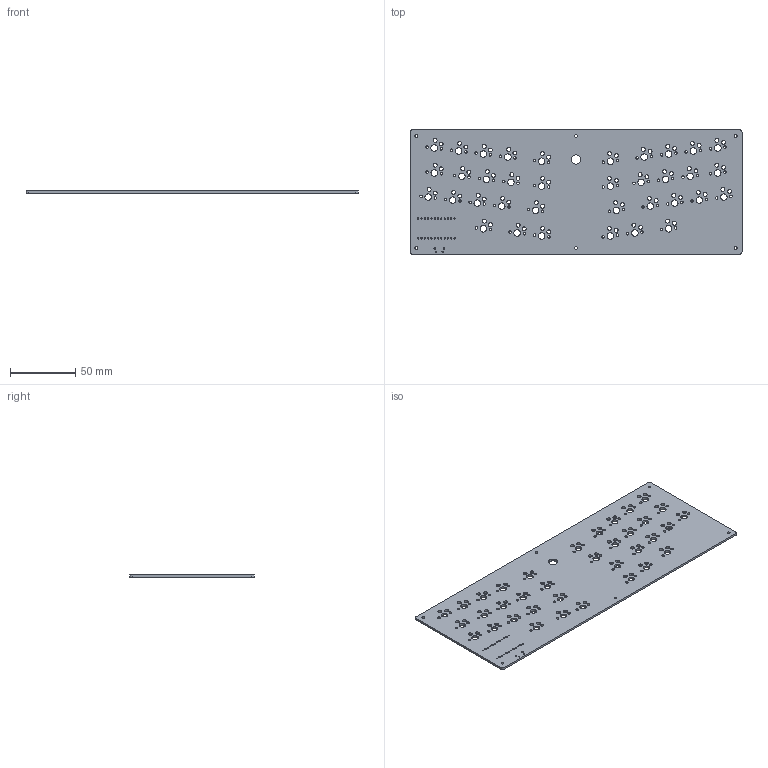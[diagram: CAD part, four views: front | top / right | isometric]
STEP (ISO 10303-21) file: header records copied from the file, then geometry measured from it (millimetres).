
FILE_DESCRIPTION(('KiCad electronic assembly'),'2;1');
FILE_NAME('pcb.step','2025-01-12T23:40:00',('Pcbnew'),('Kicad'), 'Open CASCADE STEP processor 7.8','KiCad to STEP converter','Unknown' );
FILE_SCHEMA(('AUTOMOTIVE_DESIGN { 1 0 10303 214 1 1 1 1 }'));
Length unit declared in the file: millimetre
Products named in the file (2): pcb 1; _autosave-Blasphemy_PCB
Assembly tree (1 placements, depth 2):
  pcb 1
    _autosave-Blasphemy_PCB
Bounding box: 255.12 x 95.5 x 1.6 mm (x, y, z)
Volume: 36570.5 mm3; surface area: 49754.4 mm2
Topology: 1 solids, 1 shells, 228 faces, 678 edges, 452 vertices
Faces by surface type: cylinder 219, plane 9
Full cylindrical faces by diameter (mm): 1 x26, 1.3 x2, 1.9 x72, 2.2 x6, 3 x72, 5 x36, 7.1 x1
Entity records: 8817 total; most frequent: DIRECTION 1576, CARTESIAN_POINT 1360, ORIENTED_EDGE 1356, EDGE_CURVE 678, AXIS2_PLACEMENT_3D 668, FACE_BOUND 658, EDGE_LOOP 658, VERTEX_POINT 452
